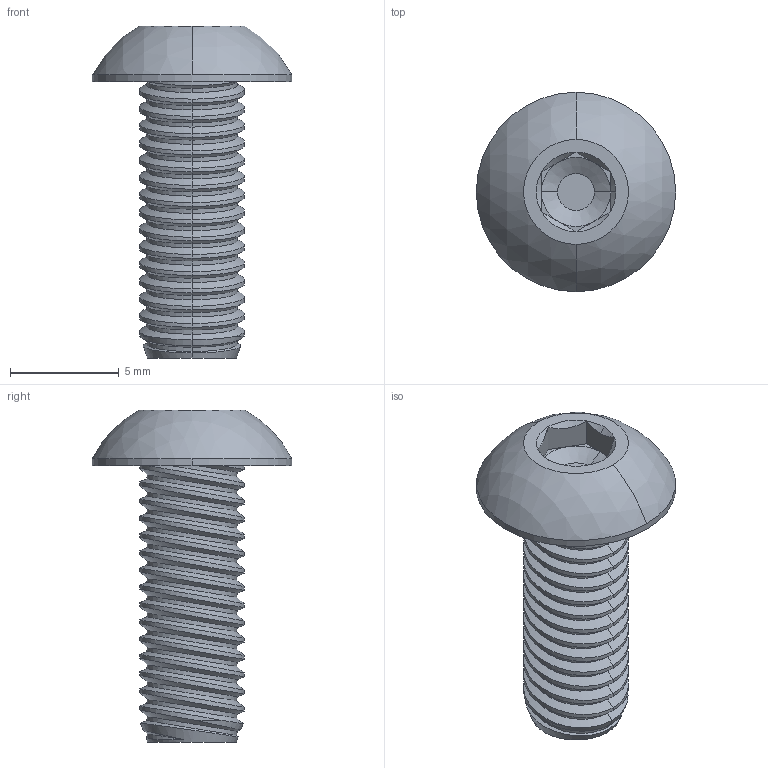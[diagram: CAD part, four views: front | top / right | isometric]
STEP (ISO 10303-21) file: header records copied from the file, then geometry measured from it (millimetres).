
FILE_DESCRIPTION (( 'STEP AP203' ), '1' );
FILE_NAME ('06-0185.STEP', '2024-02-22T18:43:45', ( '' ), ( '' ), 'SwSTEP 2.0', 'SolidWorks 2022', '' );
FILE_SCHEMA (( 'CONFIG_CONTROL_DESIGN' ));
Length unit declared in the file: inch
Products named in the file (1): 06-0185
Bounding box: 9.17 x 9.17 x 15.27 mm (x, y, z)
Volume: 308.5 mm3; surface area: 439.9 mm2
Topology: 1 solids, 1 shells, 163 faces, 335 edges, 176 vertices
Faces by surface type: cone 79, cylinder 66, plane 16, sphere 2
Entity records: 5932 total; most frequent: CARTESIAN_POINT 2596, DIRECTION 675, ORIENTED_EDGE 670, EDGE_CURVE 335, AXIS2_PLACEMENT_3D 263, VERTEX_POINT 176, EDGE_LOOP 165, ADVANCED_FACE 163
